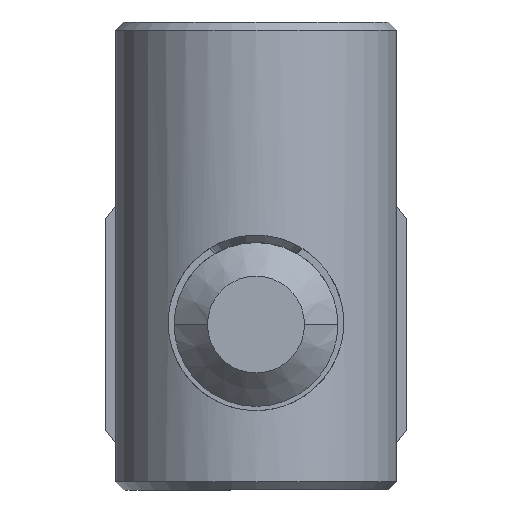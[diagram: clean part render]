
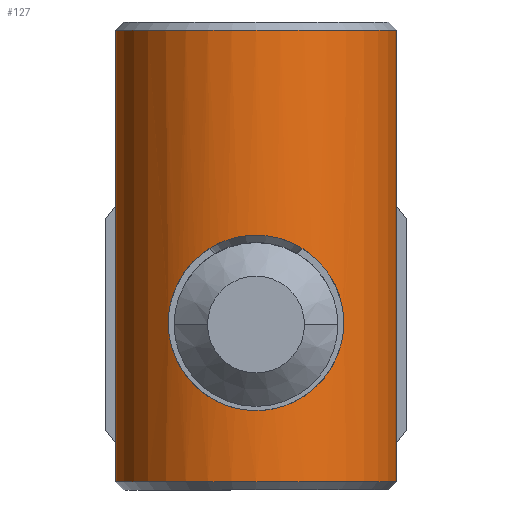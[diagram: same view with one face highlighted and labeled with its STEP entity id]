
A CAD part, left-side view. The second image highlights one B-rep face of the part: STEP entity #127.
In plain terms, the highlighted cylindrical face has radius 8.425 mm (diameter 16.85 mm), a partial arc.
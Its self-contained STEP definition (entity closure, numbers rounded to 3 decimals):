
#127=ADVANCED_FACE('',(#294,#295),#296,.T.);
#294=FACE_OUTER_BOUND('',#498,.T.);
#295=FACE_BOUND('',#499,.T.);
#296=CYLINDRICAL_SURFACE('',#500,8.425);
#498=EDGE_LOOP('',(#788,#789,#790,#791));
#499=EDGE_LOOP('',(#792,#793));
#500=AXIS2_PLACEMENT_3D('',#794,#795,#796);
#788=ORIENTED_EDGE('',*,*,#1176,.F.);
#789=ORIENTED_EDGE('',*,*,#1216,.T.);
#790=ORIENTED_EDGE('',*,*,#1178,.T.);
#791=ORIENTED_EDGE('',*,*,#1220,.T.);
#792=ORIENTED_EDGE('',*,*,#1189,.T.);
#793=ORIENTED_EDGE('',*,*,#1218,.T.);
#794=CARTESIAN_POINT('',(-22.5,0.,-9.9));
#795=DIRECTION('',(0.,0.,1.0));
#796=DIRECTION('',(0.,-1.0,0.));
#1176=EDGE_CURVE('',#1392,#1394,#1395,.T.);
#1178=EDGE_CURVE('',#1391,#1396,#1398,.T.);
#1189=EDGE_CURVE('',#1414,#1412,#1415,.F.);
#1216=EDGE_CURVE('',#1392,#1391,#1448,.T.);
#1218=EDGE_CURVE('',#1412,#1414,#1450,.F.);
#1220=EDGE_CURVE('',#1396,#1394,#1452,.T.);
#1391=VERTEX_POINT('',#1895);
#1392=VERTEX_POINT('',#1896);
#1394=VERTEX_POINT('',#1898);
#1395=LINE('',#1899,#1900);
#1396=VERTEX_POINT('',#1901);
#1398=LINE('',#1903,#1904);
#1412=VERTEX_POINT('',#1984);
#1414=VERTEX_POINT('',#1987);
#1415=B_SPLINE_CURVE_WITH_KNOTS('',3,(#1988,#1989,#1990,#1991,#1992,#1993,#1994,#1995,#1996,#1997,#1998,#1999,#2000,#2001,#2002,#2003,#2004,#2005,#2006,#2007,#2008,#2009,#2010,#2011,#2012,#2013,#2014,#2015,#2016,#2017,#2018,#2019,#2020,#2021,#2022,#2023,#2024,#2025,#2026,#2027,#2028,#2029,#2030),.UNSPECIFIED.,.F.,.F.,(4,2,2,2,2,2,2,2,2,2,2,2,2,2,2,2,2,2,3,2,4),(-18.426,-17.399,-16.372,-15.345,-14.317,-13.29,-12.263,-11.244,-10.224,-9.205,-8.186,-7.167,-6.147,-5.128,-4.109,-3.082,-2.054,-1.027,0.0,1.027,2.054),.UNSPECIFIED.);
#1448=CIRCLE('',#2132,8.425);
#1450=B_SPLINE_CURVE_WITH_KNOTS('',3,(#2134,#2135,#2136,#2137,#2138,#2139,#2140,#2141,#2142,#2143,#2144,#2145,#2146,#2147,#2148,#2149,#2150,#2151,#2152,#2153,#2154,#2155,#2156,#2157,#2158,#2159,#2160,#2161,#2162,#2163,#2164,#2165,#2166,#2167,#2168,#2169,#2170,#2171,#2172,#2173,#2174,#2175,#2176),.UNSPECIFIED.,.F.,.F.,(4,2,3,2,2,2,2,2,2,2,2,2,2,2,2,2,2,2,2,2,4),(-2.054,-1.027,0.0,1.027,2.054,3.082,4.109,5.128,6.147,7.167,8.186,9.205,10.224,11.244,12.263,13.29,14.317,15.345,16.372,17.399,18.426),.UNSPECIFIED.);
#1452=CIRCLE('',#2178,8.425);
#1895=CARTESIAN_POINT('',(-22.5,-8.425,-9.4));
#1896=CARTESIAN_POINT('',(-22.5,8.425,-9.4));
#1898=CARTESIAN_POINT('',(-22.5,8.425,17.6));
#1899=CARTESIAN_POINT('',(-22.5,8.425,-9.9));
#1900=VECTOR('',#2639,1000.0);
#1901=CARTESIAN_POINT('',(-22.5,-8.425,17.6));
#1903=CARTESIAN_POINT('',(-22.5,-8.425,-9.9));
#1904=VECTOR('',#2643,1000.0);
#1984=CARTESIAN_POINT('',(-29.089,5.25,0.1));
#1987=CARTESIAN_POINT('',(-29.089,-5.25,0.1));
#1988=CARTESIAN_POINT('',(-29.397,4.839,2.136));
#1989=CARTESIAN_POINT('',(-29.302,4.974,1.815));
#1990=CARTESIAN_POINT('',(-29.223,5.078,1.478));
#1991=CARTESIAN_POINT('',(-29.117,5.216,0.792));
#1992=CARTESIAN_POINT('',(-29.089,5.25,0.442));
#1993=CARTESIAN_POINT('',(-29.089,5.25,-0.242));
#1994=CARTESIAN_POINT('',(-29.117,5.216,-0.592));
#1995=CARTESIAN_POINT('',(-29.223,5.078,-1.278));
#1996=CARTESIAN_POINT('',(-29.302,4.974,-1.615));
#1997=CARTESIAN_POINT('',(-29.491,4.704,-2.257));
#1998=CARTESIAN_POINT('',(-29.602,4.538,-2.562));
#1999=CARTESIAN_POINT('',(-29.832,4.156,-3.126));
#2000=CARTESIAN_POINT('',(-29.951,3.941,-3.384));
#2001=CARTESIAN_POINT('',(-30.174,3.485,-3.839));
#2002=CARTESIAN_POINT('',(-30.288,3.228,-4.054));
#2003=CARTESIAN_POINT('',(-30.498,2.665,-4.436));
#2004=CARTESIAN_POINT('',(-30.595,2.358,-4.603));
#2005=CARTESIAN_POINT('',(-30.755,1.714,-4.875));
#2006=CARTESIAN_POINT('',(-30.819,1.375,-4.979));
#2007=CARTESIAN_POINT('',(-30.904,0.688,-5.116));
#2008=CARTESIAN_POINT('',(-30.925,0.34,-5.15));
#2009=CARTESIAN_POINT('',(-30.925,-0.34,-5.15));
#2010=CARTESIAN_POINT('',(-30.904,-0.688,-5.116));
#2011=CARTESIAN_POINT('',(-30.819,-1.375,-4.979));
#2012=CARTESIAN_POINT('',(-30.755,-1.714,-4.875));
#2013=CARTESIAN_POINT('',(-30.595,-2.358,-4.603));
#2014=CARTESIAN_POINT('',(-30.498,-2.665,-4.436));
#2015=CARTESIAN_POINT('',(-30.288,-3.228,-4.054));
#2016=CARTESIAN_POINT('',(-30.174,-3.485,-3.839));
#2017=CARTESIAN_POINT('',(-29.951,-3.941,-3.384));
#2018=CARTESIAN_POINT('',(-29.832,-4.156,-3.126));
#2019=CARTESIAN_POINT('',(-29.602,-4.538,-2.562));
#2020=CARTESIAN_POINT('',(-29.491,-4.704,-2.257));
#2021=CARTESIAN_POINT('',(-29.302,-4.974,-1.615));
#2022=CARTESIAN_POINT('',(-29.223,-5.078,-1.278));
#2023=CARTESIAN_POINT('',(-29.117,-5.216,-0.592));
#2024=CARTESIAN_POINT('',(-29.089,-5.25,-0.242));
#2025=CARTESIAN_POINT('',(-29.089,-5.25,0.1));
#2026=CARTESIAN_POINT('',(-29.089,-5.25,0.442));
#2027=CARTESIAN_POINT('',(-29.117,-5.216,0.792));
#2028=CARTESIAN_POINT('',(-29.223,-5.078,1.478));
#2029=CARTESIAN_POINT('',(-29.302,-4.974,1.815));
#2030=CARTESIAN_POINT('',(-29.397,-4.839,2.136));
#2132=AXIS2_PLACEMENT_3D('',#2686,#2687,#2688);
#2134=CARTESIAN_POINT('',(-29.397,-4.839,-1.936));
#2135=CARTESIAN_POINT('',(-29.302,-4.974,-1.615));
#2136=CARTESIAN_POINT('',(-29.223,-5.078,-1.278));
#2137=CARTESIAN_POINT('',(-29.117,-5.216,-0.592));
#2138=CARTESIAN_POINT('',(-29.089,-5.25,-0.242));
#2139=CARTESIAN_POINT('',(-29.089,-5.25,0.1));
#2140=CARTESIAN_POINT('',(-29.089,-5.25,0.442));
#2141=CARTESIAN_POINT('',(-29.117,-5.216,0.792));
#2142=CARTESIAN_POINT('',(-29.223,-5.078,1.478));
#2143=CARTESIAN_POINT('',(-29.302,-4.974,1.815));
#2144=CARTESIAN_POINT('',(-29.491,-4.704,2.457));
#2145=CARTESIAN_POINT('',(-29.602,-4.538,2.762));
#2146=CARTESIAN_POINT('',(-29.832,-4.156,3.326));
#2147=CARTESIAN_POINT('',(-29.951,-3.941,3.584));
#2148=CARTESIAN_POINT('',(-30.174,-3.485,4.039));
#2149=CARTESIAN_POINT('',(-30.288,-3.228,4.254));
#2150=CARTESIAN_POINT('',(-30.498,-2.665,4.636));
#2151=CARTESIAN_POINT('',(-30.595,-2.358,4.803));
#2152=CARTESIAN_POINT('',(-30.755,-1.714,5.075));
#2153=CARTESIAN_POINT('',(-30.819,-1.375,5.179));
#2154=CARTESIAN_POINT('',(-30.904,-0.688,5.316));
#2155=CARTESIAN_POINT('',(-30.925,-0.34,5.35));
#2156=CARTESIAN_POINT('',(-30.925,0.34,5.35));
#2157=CARTESIAN_POINT('',(-30.904,0.688,5.316));
#2158=CARTESIAN_POINT('',(-30.819,1.375,5.179));
#2159=CARTESIAN_POINT('',(-30.755,1.714,5.075));
#2160=CARTESIAN_POINT('',(-30.595,2.358,4.803));
#2161=CARTESIAN_POINT('',(-30.498,2.665,4.636));
#2162=CARTESIAN_POINT('',(-30.288,3.228,4.254));
#2163=CARTESIAN_POINT('',(-30.174,3.485,4.039));
#2164=CARTESIAN_POINT('',(-29.951,3.941,3.584));
#2165=CARTESIAN_POINT('',(-29.832,4.156,3.326));
#2166=CARTESIAN_POINT('',(-29.602,4.538,2.762));
#2167=CARTESIAN_POINT('',(-29.491,4.704,2.457));
#2168=CARTESIAN_POINT('',(-29.302,4.974,1.815));
#2169=CARTESIAN_POINT('',(-29.223,5.078,1.478));
#2170=CARTESIAN_POINT('',(-29.117,5.216,0.792));
#2171=CARTESIAN_POINT('',(-29.089,5.25,0.442));
#2172=CARTESIAN_POINT('',(-29.089,5.25,-0.242));
#2173=CARTESIAN_POINT('',(-29.117,5.216,-0.592));
#2174=CARTESIAN_POINT('',(-29.223,5.078,-1.278));
#2175=CARTESIAN_POINT('',(-29.302,4.974,-1.615));
#2176=CARTESIAN_POINT('',(-29.397,4.839,-1.936));
#2178=AXIS2_PLACEMENT_3D('',#2689,#2690,#2691);
#2639=DIRECTION('',(0.,0.,1.0));
#2643=DIRECTION('',(0.,0.,1.0));
#2686=CARTESIAN_POINT('',(-22.5,0.,-9.4));
#2687=DIRECTION('',(0.,0.,1.0));
#2688=DIRECTION('',(0.,-1.0,0.));
#2689=CARTESIAN_POINT('',(-22.5,0.,17.6));
#2690=DIRECTION('',(0.,0.,-1.0));
#2691=DIRECTION('',(0.,-1.0,0.));
